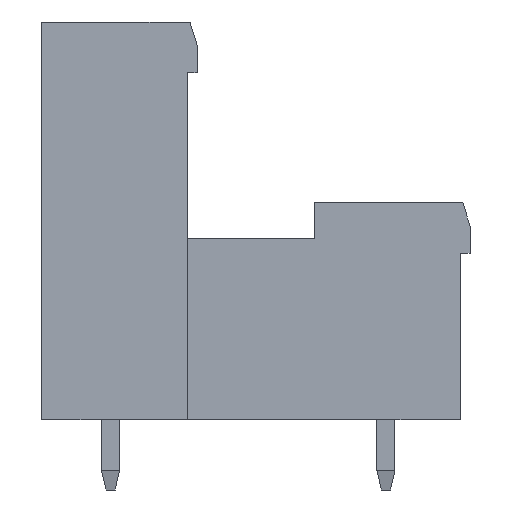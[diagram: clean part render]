
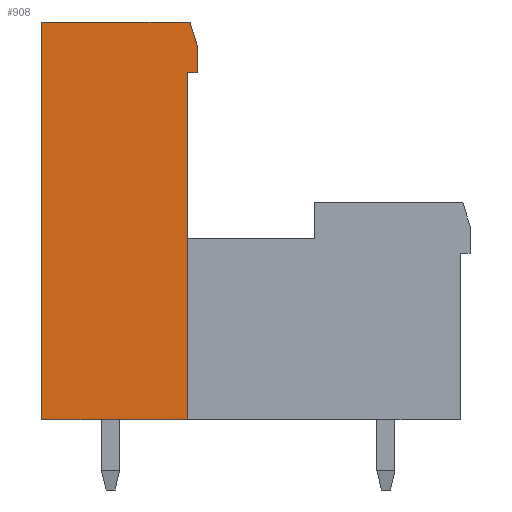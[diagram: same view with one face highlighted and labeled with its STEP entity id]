
A CAD part, left-side view. The second image highlights one B-rep face of the part: STEP entity #908.
In plain terms, the highlighted planar face has unit normal (-1, 0, 0).
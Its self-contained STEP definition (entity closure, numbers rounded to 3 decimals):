
#908 = ADVANCED_FACE( '', ( #2204 ), #2205, .T. );
#2204 = FACE_OUTER_BOUND( '', #4006, .T. );
#2205 = PLANE( '', #4007 );
#4006 = EDGE_LOOP( '', ( #6168, #6169, #6170, #6171, #6172, #6173, #6174 ) );
#4007 = AXIS2_PLACEMENT_3D( '', #6175, #6176, #6177 );
#6168 = ORIENTED_EDGE( '', *, *, #11405, .F. );
#6169 = ORIENTED_EDGE( '', *, *, #11406, .T. );
#6170 = ORIENTED_EDGE( '', *, *, #11407, .T. );
#6171 = ORIENTED_EDGE( '', *, *, #11408, .T. );
#6172 = ORIENTED_EDGE( '', *, *, #11127, .F. );
#6173 = ORIENTED_EDGE( '', *, *, #11409, .T. );
#6174 = ORIENTED_EDGE( '', *, *, #11410, .T. );
#6175 = CARTESIAN_POINT( '', ( -20.32, -4.3, 11. ) );
#6176 = DIRECTION( '', ( -1., 0., 0. ) );
#6177 = DIRECTION( '', ( 0., 0., 1. ) );
#11127 = EDGE_CURVE( '', #13360, #13303, #13362, .T. );
#11405 = EDGE_CURVE( '', #13856, #13857, #13858, .T. );
#11406 = EDGE_CURVE( '', #13856, #13859, #13860, .T. );
#11407 = EDGE_CURVE( '', #13859, #13861, #13862, .T. );
#11408 = EDGE_CURVE( '', #13861, #13303, #13863, .T. );
#11409 = EDGE_CURVE( '', #13360, #13864, #13865, .T. );
#11410 = EDGE_CURVE( '', #13864, #13857, #13866, .T. );
#13303 = VERTEX_POINT( '', #16601 );
#13360 = VERTEX_POINT( '', #16686 );
#13362 = LINE( '', #16689, #16690 );
#13856 = VERTEX_POINT( '', #17392 );
#13857 = VERTEX_POINT( '', #17393 );
#13858 = LINE( '', #17394, #17395 );
#13859 = VERTEX_POINT( '', #17396 );
#13860 = LINE( '', #17397, #17398 );
#13861 = VERTEX_POINT( '', #17399 );
#13862 = LINE( '', #17400, #17401 );
#13863 = LINE( '', #17402, #17403 );
#13864 = VERTEX_POINT( '', #17404 );
#13865 = LINE( '', #17405, #17406 );
#13866 = LINE( '', #17407, #17408 );
#16601 = CARTESIAN_POINT( '', ( -20.32, 4.3, -11. ) );
#16686 = CARTESIAN_POINT( '', ( -20.32, -3.75, -11. ) );
#16689 = CARTESIAN_POINT( '', ( -20.32, -4.3, -11. ) );
#16690 = VECTOR( '', #21356, 1000. );
#17392 = CARTESIAN_POINT( '', ( -20.32, -4.3, 9.7 ) );
#17393 = CARTESIAN_POINT( '', ( -20.32, -4.3, 8.2 ) );
#17394 = CARTESIAN_POINT( '', ( -20.32, -4.3, 11. ) );
#17395 = VECTOR( '', #21625, 1000. );
#17396 = CARTESIAN_POINT( '', ( -20.32, -3.9, 11. ) );
#17397 = CARTESIAN_POINT( '', ( -20.32, -3.935, 10.888 ) );
#17398 = VECTOR( '', #21626, 1000. );
#17399 = CARTESIAN_POINT( '', ( -20.32, 4.3, 11. ) );
#17400 = CARTESIAN_POINT( '', ( -20.32, -4.3, 11. ) );
#17401 = VECTOR( '', #21627, 1000. );
#17402 = CARTESIAN_POINT( '', ( -20.32, 4.3, 11. ) );
#17403 = VECTOR( '', #21628, 1000. );
#17404 = CARTESIAN_POINT( '', ( -20.32, -3.75, 8.2 ) );
#17405 = CARTESIAN_POINT( '', ( -20.32, -3.75, -1. ) );
#17406 = VECTOR( '', #21629, 1000. );
#17407 = CARTESIAN_POINT( '', ( -20.32, -3.75, 8.2 ) );
#17408 = VECTOR( '', #21630, 1000. );
#21356 = DIRECTION( '', ( 0., 1., 0. ) );
#21625 = DIRECTION( '', ( 0., 0., -1. ) );
#21626 = DIRECTION( '', ( 0., 0.294, 0.956 ) );
#21627 = DIRECTION( '', ( 0., 1., 0. ) );
#21628 = DIRECTION( '', ( 0., 0., -1. ) );
#21629 = DIRECTION( '', ( 0., 0., 1. ) );
#21630 = DIRECTION( '', ( 0., -1., 0. ) );
